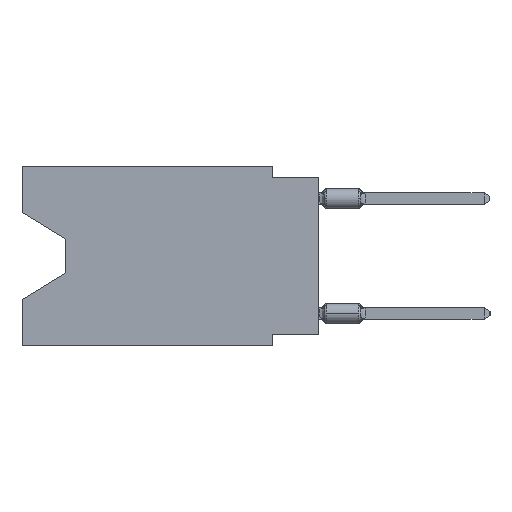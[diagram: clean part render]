
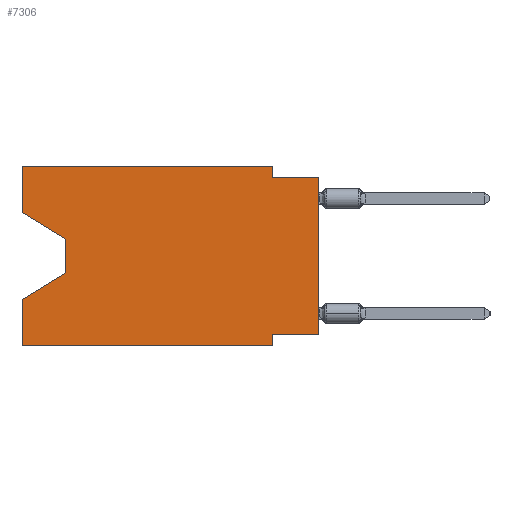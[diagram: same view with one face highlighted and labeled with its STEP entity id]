
A CAD part, left-side view. The second image highlights one B-rep face of the part: STEP entity #7306.
In plain terms, the highlighted planar face has unit normal (-1, 0, 0).
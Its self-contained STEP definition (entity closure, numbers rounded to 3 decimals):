
#82 = CARTESIAN_POINT ( 'NONE',  ( 0., 16.383, -9.906 ) ) ;
#785 = VERTEX_POINT ( 'NONE', #11984 ) ;
#2673 = VECTOR ( 'NONE', #43472, 1000. ) ;
#2865 = CARTESIAN_POINT ( 'NONE',  ( 0., 16.383, -7.36 ) ) ;
#3599 = ORIENTED_EDGE ( 'NONE', *, *, #20379, .T. ) ;
#4799 = CARTESIAN_POINT ( 'NONE',  ( 0., 16.383, -9.906 ) ) ;
#4982 = ORIENTED_EDGE ( 'NONE', *, *, #11210, .F. ) ;
#5958 = CARTESIAN_POINT ( 'NONE',  ( 0., 0., -9.271 ) ) ;
#6017 = EDGE_CURVE ( 'NONE', #25053, #10989, #49486, .T. ) ;
#6927 = VECTOR ( 'NONE', #21521, 1000. ) ;
#7306 = ADVANCED_FACE ( 'NONE', ( #46669 ), #19924, .F. ) ;
#7347 = DIRECTION ( 'NONE',  ( 0., 0., -1. ) ) ;
#7550 = CARTESIAN_POINT ( 'NONE',  ( 0., 16.383, -2.546 ) ) ;
#7997 = LINE ( 'NONE', #39110, #36171 ) ;
#8168 = DIRECTION ( 'NONE',  ( 0., -1., 0. ) ) ;
#8731 = ORIENTED_EDGE ( 'NONE', *, *, #39470, .F. ) ;
#8813 = DIRECTION ( 'NONE',  ( 0., 0., -1. ) ) ;
#9497 = EDGE_CURVE ( 'NONE', #22531, #10989, #43009, .T. ) ;
#9834 = VECTOR ( 'NONE', #8813, 1000. ) ;
#10286 = DIRECTION ( 'NONE',  ( 0., 1., 0. ) ) ;
#10434 = CARTESIAN_POINT ( 'NONE',  ( 0., 13.97, -5.893 ) ) ;
#10572 = VECTOR ( 'NONE', #41988, 1000. ) ;
#10989 = VERTEX_POINT ( 'NONE', #2865 ) ;
#11210 = EDGE_CURVE ( 'NONE', #39008, #19910, #7997, .T. ) ;
#11915 = VECTOR ( 'NONE', #35721, 1000. ) ;
#11984 = CARTESIAN_POINT ( 'NONE',  ( 0., 13.97, -4.013 ) ) ;
#12543 = CARTESIAN_POINT ( 'NONE',  ( 0., 2.54, -0.635 ) ) ;
#12603 = EDGE_CURVE ( 'NONE', #44934, #785, #34815, .T. ) ;
#14659 = CARTESIAN_POINT ( 'NONE',  ( 0., 0., 0. ) ) ;
#15579 = VECTOR ( 'NONE', #35814, 1000. ) ;
#16865 = VERTEX_POINT ( 'NONE', #32100 ) ;
#17001 = VECTOR ( 'NONE', #30347, 1000. ) ;
#18087 = EDGE_CURVE ( 'NONE', #16865, #41765, #31636, .T. ) ;
#19113 = CARTESIAN_POINT ( 'NONE',  ( 0., 0., -0.635 ) ) ;
#19659 = CARTESIAN_POINT ( 'NONE',  ( 0., 16.383, 0. ) ) ;
#19910 = VERTEX_POINT ( 'NONE', #37319 ) ;
#19924 = PLANE ( 'NONE',  #38511 ) ;
#20379 = EDGE_CURVE ( 'NONE', #22782, #28557, #41367, .T. ) ;
#20675 = LINE ( 'NONE', #29127, #9834 ) ;
#21379 = CARTESIAN_POINT ( 'NONE',  ( 0., 0., -9.271 ) ) ;
#21521 = DIRECTION ( 'NONE',  ( 0., 0.855, -0.519 ) ) ;
#22531 = VERTEX_POINT ( 'NONE', #82 ) ;
#22782 = VERTEX_POINT ( 'NONE', #5958 ) ;
#22927 = ORIENTED_EDGE ( 'NONE', *, *, #12603, .T. ) ;
#23222 = EDGE_CURVE ( 'NONE', #22782, #39008, #29061, .T. ) ;
#24251 = DIRECTION ( 'NONE',  ( 0., 0., 1. ) ) ;
#25053 = VERTEX_POINT ( 'NONE', #44327 ) ;
#27113 = LINE ( 'NONE', #46112, #11915 ) ;
#27221 = CARTESIAN_POINT ( 'NONE',  ( 0., 2.54, 0. ) ) ;
#27808 = CARTESIAN_POINT ( 'NONE',  ( 0., 16.383, 0. ) ) ;
#27937 = ORIENTED_EDGE ( 'NONE', *, *, #6017, .T. ) ;
#27943 = EDGE_CURVE ( 'NONE', #22531, #19910, #48502, .T. ) ;
#28190 = CARTESIAN_POINT ( 'NONE',  ( 0., 16.383, -2.546 ) ) ;
#28268 = ORIENTED_EDGE ( 'NONE', *, *, #18087, .F. ) ;
#28557 = VERTEX_POINT ( 'NONE', #38138 ) ;
#28600 = EDGE_CURVE ( 'NONE', #44934, #16865, #27113, .T. ) ;
#29061 = LINE ( 'NONE', #21379, #47421 ) ;
#29127 = CARTESIAN_POINT ( 'NONE',  ( 0., 13.97, -4.013 ) ) ;
#29153 = VERTEX_POINT ( 'NONE', #12543 ) ;
#30347 = DIRECTION ( 'NONE',  ( 0., 0., 1. ) ) ;
#30673 = LINE ( 'NONE', #19113, #10572 ) ;
#31387 = ORIENTED_EDGE ( 'NONE', *, *, #27943, .T. ) ;
#31488 = DIRECTION ( 'NONE',  ( 1., 0., 0. ) ) ;
#31636 = LINE ( 'NONE', #27808, #2673 ) ;
#31683 = CARTESIAN_POINT ( 'NONE',  ( 0., 2.54, -9.271 ) ) ;
#32100 = CARTESIAN_POINT ( 'NONE',  ( 0., 16.383, 0. ) ) ;
#34815 = LINE ( 'NONE', #7550, #50319 ) ;
#35364 = CARTESIAN_POINT ( 'NONE',  ( 0., 16.383, 0. ) ) ;
#35721 = DIRECTION ( 'NONE',  ( 0., 0., 1. ) ) ;
#35814 = DIRECTION ( 'NONE',  ( 0., 0., -1. ) ) ;
#36171 = VECTOR ( 'NONE', #47302, 1000. ) ;
#36336 = LINE ( 'NONE', #40438, #15579 ) ;
#37256 = EDGE_LOOP ( 'NONE', ( #22927, #37796, #27937, #49246, #31387, #4982, #49878, #3599, #44689, #8731, #28268, #41938 ) ) ;
#37319 = CARTESIAN_POINT ( 'NONE',  ( 0., 2.54, -9.906 ) ) ;
#37796 = ORIENTED_EDGE ( 'NONE', *, *, #39484, .T. ) ;
#38138 = CARTESIAN_POINT ( 'NONE',  ( 0., 0., -0.635 ) ) ;
#38511 = AXIS2_PLACEMENT_3D ( 'NONE', #35364, #31488, #7347 ) ;
#39008 = VERTEX_POINT ( 'NONE', #31683 ) ;
#39110 = CARTESIAN_POINT ( 'NONE',  ( 0., 2.54, -9.906 ) ) ;
#39433 = DIRECTION ( 'NONE',  ( 0., -0.855, -0.519 ) ) ;
#39470 = EDGE_CURVE ( 'NONE', #41765, #29153, #36336, .T. ) ;
#39484 = EDGE_CURVE ( 'NONE', #785, #25053, #20675, .T. ) ;
#40438 = CARTESIAN_POINT ( 'NONE',  ( 0., 2.54, 0. ) ) ;
#41367 = LINE ( 'NONE', #14659, #17001 ) ;
#41765 = VERTEX_POINT ( 'NONE', #27221 ) ;
#41938 = ORIENTED_EDGE ( 'NONE', *, *, #28600, .F. ) ;
#41981 = VECTOR ( 'NONE', #24251, 1000. ) ;
#41988 = DIRECTION ( 'NONE',  ( 0., -1., 0. ) ) ;
#43009 = LINE ( 'NONE', #19659, #41981 ) ;
#43074 = VECTOR ( 'NONE', #8168, 1000. ) ;
#43472 = DIRECTION ( 'NONE',  ( 0., -1., 0. ) ) ;
#44327 = CARTESIAN_POINT ( 'NONE',  ( 0., 13.97, -5.893 ) ) ;
#44689 = ORIENTED_EDGE ( 'NONE', *, *, #46784, .F. ) ;
#44934 = VERTEX_POINT ( 'NONE', #28190 ) ;
#46112 = CARTESIAN_POINT ( 'NONE',  ( 0., 16.383, 0. ) ) ;
#46669 = FACE_OUTER_BOUND ( 'NONE', #37256, .T. ) ;
#46784 = EDGE_CURVE ( 'NONE', #29153, #28557, #30673, .T. ) ;
#47302 = DIRECTION ( 'NONE',  ( 0., 0., -1. ) ) ;
#47421 = VECTOR ( 'NONE', #10286, 1000. ) ;
#48502 = LINE ( 'NONE', #4799, #43074 ) ;
#49246 = ORIENTED_EDGE ( 'NONE', *, *, #9497, .F. ) ;
#49486 = LINE ( 'NONE', #10434, #6927 ) ;
#49878 = ORIENTED_EDGE ( 'NONE', *, *, #23222, .F. ) ;
#50319 = VECTOR ( 'NONE', #39433, 1000. ) ;
